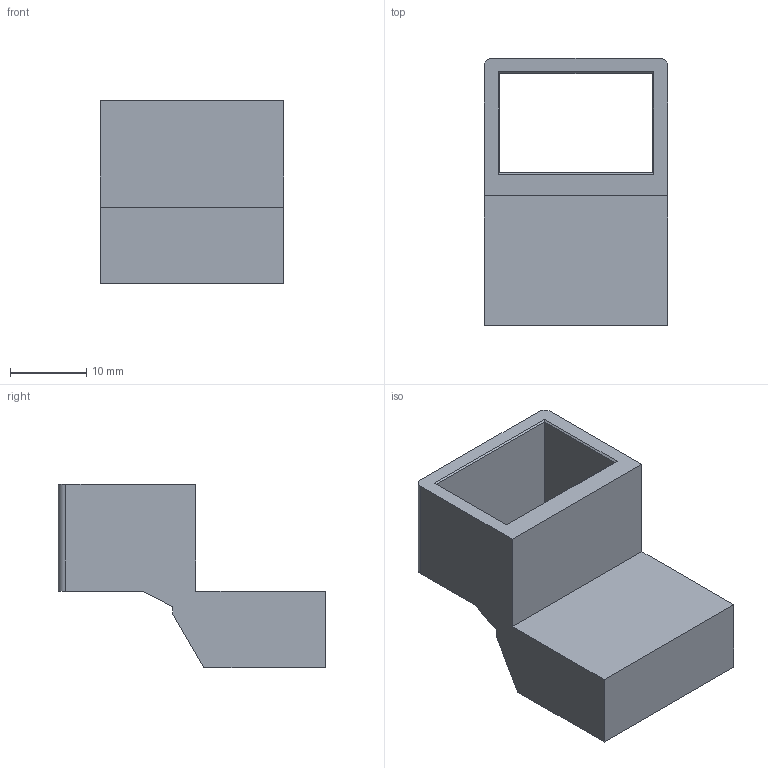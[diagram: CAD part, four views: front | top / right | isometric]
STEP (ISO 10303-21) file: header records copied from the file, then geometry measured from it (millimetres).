
FILE_DESCRIPTION(('FreeCAD Model'),'2;1');
FILE_NAME('Open CASCADE Shape Model','2024-02-25T11:43:31',(''),(''), 'Open CASCADE STEP processor 7.7','FreeCAD','Unknown');
FILE_SCHEMA(('AP242_MANAGED_MODEL_BASED_3D_ENGINEERING_MIM_LF. {1 0 10303 442 1 1 4 }'));
Length unit declared in the file: millimetre
Products named in the file (1): Body
Bounding box: 24 x 35 x 24 mm (x, y, z)
Volume: 6877.2 mm3; surface area: 4030.1 mm2
Topology: 1 solids, 1 shells, 22 faces, 61 edges, 40 vertices
Faces by surface type: plane 20, cylinder 2
Entity records: 1514 total; most frequent: CARTESIAN_POINT 246, DIRECTION 233, LINE 175, VECTOR 175, ORIENTED_EDGE 122, PCURVE 122, DEFINITIONAL_REPRESENTATION 122, EDGE_CURVE 61
